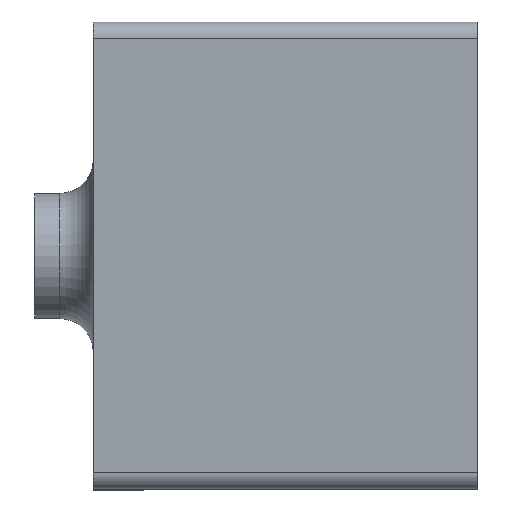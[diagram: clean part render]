
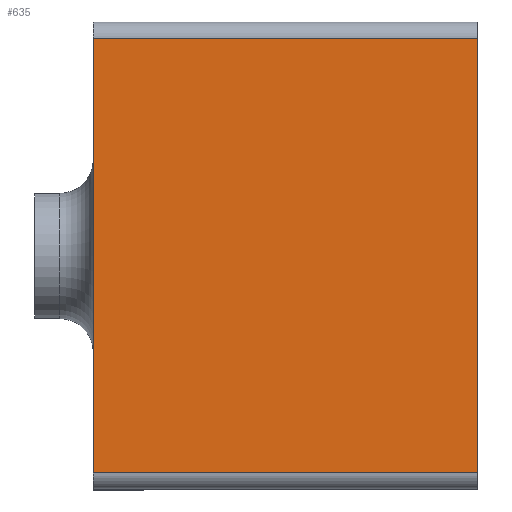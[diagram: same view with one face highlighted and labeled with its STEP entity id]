
A CAD part, top view. The second image highlights one B-rep face of the part: STEP entity #635.
In plain terms, the highlighted planar face has unit normal (0, 0, 1).
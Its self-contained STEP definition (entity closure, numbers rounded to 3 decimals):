
#31 = PLANE('',#32);
#32 = AXIS2_PLACEMENT_3D('',#33,#34,#35);
#33 = CARTESIAN_POINT('',(-0.3,0.,-0.975));
#34 = DIRECTION('',(1.,0.,0.));
#35 = DIRECTION('',(0.,0.,1.));
#206 = VERTEX_POINT('',#207);
#207 = CARTESIAN_POINT('',(-0.3,2.7,0.975));
#226 = CYLINDRICAL_SURFACE('',#227,0.1);
#227 = AXIS2_PLACEMENT_3D('',#228,#229,#230);
#228 = CARTESIAN_POINT('',(-0.3,2.7,0.875));
#229 = DIRECTION('',(1.,0.,0.));
#230 = DIRECTION('',(0.,0.,1.));
#238 = EDGE_CURVE('',#239,#206,#241,.T.);
#239 = VERTEX_POINT('',#240);
#240 = CARTESIAN_POINT('',(-0.3,0.1,0.975));
#241 = SURFACE_CURVE('',#242,(#246,#253),.PCURVE_S1.);
#242 = LINE('',#243,#244);
#243 = CARTESIAN_POINT('',(-0.3,0.,0.975));
#244 = VECTOR('',#245,1.);
#245 = DIRECTION('',(0.,1.,0.));
#246 = PCURVE('',#31,#247);
#247 = DEFINITIONAL_REPRESENTATION('',(#248),#252);
#248 = LINE('',#249,#250);
#249 = CARTESIAN_POINT('',(1.95,0.));
#250 = VECTOR('',#251,1.);
#251 = DIRECTION('',(0.,-1.));
#252 = ( GEOMETRIC_REPRESENTATION_CONTEXT(2) 
PARAMETRIC_REPRESENTATION_CONTEXT() REPRESENTATION_CONTEXT('2D SPACE',''
  ) );
#253 = PCURVE('',#254,#259);
#254 = PLANE('',#255);
#255 = AXIS2_PLACEMENT_3D('',#256,#257,#258);
#256 = CARTESIAN_POINT('',(0.85,1.4,0.975));
#257 = DIRECTION('',(0.,0.,1.));
#258 = DIRECTION('',(1.,0.,0.));
#259 = DEFINITIONAL_REPRESENTATION('',(#260),#264);
#260 = LINE('',#261,#262);
#261 = CARTESIAN_POINT('',(-1.15,-1.4));
#262 = VECTOR('',#263,1.);
#263 = DIRECTION('',(0.,1.));
#264 = ( GEOMETRIC_REPRESENTATION_CONTEXT(2) 
PARAMETRIC_REPRESENTATION_CONTEXT() REPRESENTATION_CONTEXT('2D SPACE',''
  ) );
#285 = CYLINDRICAL_SURFACE('',#286,0.1);
#286 = AXIS2_PLACEMENT_3D('',#287,#288,#289);
#287 = CARTESIAN_POINT('',(-0.3,0.1,0.875));
#288 = DIRECTION('',(1.,0.,0.));
#289 = DIRECTION('',(0.,-1.,0.));
#372 = PLANE('',#373);
#373 = AXIS2_PLACEMENT_3D('',#374,#375,#376);
#374 = CARTESIAN_POINT('',(2.,0.,0.));
#375 = DIRECTION('',(1.,0.,0.));
#376 = DIRECTION('',(0.,0.,1.));
#537 = EDGE_CURVE('',#239,#538,#540,.T.);
#538 = VERTEX_POINT('',#539);
#539 = CARTESIAN_POINT('',(2.,0.1,0.975));
#540 = SURFACE_CURVE('',#541,(#545,#552),.PCURVE_S1.);
#541 = LINE('',#542,#543);
#542 = CARTESIAN_POINT('',(-0.3,0.1,0.975));
#543 = VECTOR('',#544,1.);
#544 = DIRECTION('',(1.,0.,0.));
#545 = PCURVE('',#285,#546);
#546 = DEFINITIONAL_REPRESENTATION('',(#547),#551);
#547 = LINE('',#548,#549);
#548 = CARTESIAN_POINT('',(-1.571,0.));
#549 = VECTOR('',#550,1.);
#550 = DIRECTION('',(-0.,1.));
#551 = ( GEOMETRIC_REPRESENTATION_CONTEXT(2) 
PARAMETRIC_REPRESENTATION_CONTEXT() REPRESENTATION_CONTEXT('2D SPACE',''
  ) );
#552 = PCURVE('',#254,#553);
#553 = DEFINITIONAL_REPRESENTATION('',(#554),#558);
#554 = LINE('',#555,#556);
#555 = CARTESIAN_POINT('',(-1.15,-1.3));
#556 = VECTOR('',#557,1.);
#557 = DIRECTION('',(1.,0.));
#558 = ( GEOMETRIC_REPRESENTATION_CONTEXT(2) 
PARAMETRIC_REPRESENTATION_CONTEXT() REPRESENTATION_CONTEXT('2D SPACE',''
  ) );
#635 = ADVANCED_FACE('',(#636),#254,.T.);
#636 = FACE_BOUND('',#637,.T.);
#637 = EDGE_LOOP('',(#638,#639,#640,#663));
#638 = ORIENTED_EDGE('',*,*,#238,.F.);
#639 = ORIENTED_EDGE('',*,*,#537,.T.);
#640 = ORIENTED_EDGE('',*,*,#641,.T.);
#641 = EDGE_CURVE('',#538,#642,#644,.T.);
#642 = VERTEX_POINT('',#643);
#643 = CARTESIAN_POINT('',(2.,2.7,0.975));
#644 = SURFACE_CURVE('',#645,(#649,#656),.PCURVE_S1.);
#645 = LINE('',#646,#647);
#646 = CARTESIAN_POINT('',(2.,0.,0.975));
#647 = VECTOR('',#648,1.);
#648 = DIRECTION('',(0.,1.,0.));
#649 = PCURVE('',#254,#650);
#650 = DEFINITIONAL_REPRESENTATION('',(#651),#655);
#651 = LINE('',#652,#653);
#652 = CARTESIAN_POINT('',(1.15,-1.4));
#653 = VECTOR('',#654,1.);
#654 = DIRECTION('',(0.,1.));
#655 = ( GEOMETRIC_REPRESENTATION_CONTEXT(2) 
PARAMETRIC_REPRESENTATION_CONTEXT() REPRESENTATION_CONTEXT('2D SPACE',''
  ) );
#656 = PCURVE('',#372,#657);
#657 = DEFINITIONAL_REPRESENTATION('',(#658),#662);
#658 = LINE('',#659,#660);
#659 = CARTESIAN_POINT('',(0.975,0.));
#660 = VECTOR('',#661,1.);
#661 = DIRECTION('',(0.,-1.));
#662 = ( GEOMETRIC_REPRESENTATION_CONTEXT(2) 
PARAMETRIC_REPRESENTATION_CONTEXT() REPRESENTATION_CONTEXT('2D SPACE',''
  ) );
#663 = ORIENTED_EDGE('',*,*,#664,.F.);
#664 = EDGE_CURVE('',#206,#642,#665,.T.);
#665 = SURFACE_CURVE('',#666,(#670,#677),.PCURVE_S1.);
#666 = LINE('',#667,#668);
#667 = CARTESIAN_POINT('',(-0.3,2.7,0.975));
#668 = VECTOR('',#669,1.);
#669 = DIRECTION('',(1.,0.,0.));
#670 = PCURVE('',#254,#671);
#671 = DEFINITIONAL_REPRESENTATION('',(#672),#676);
#672 = LINE('',#673,#674);
#673 = CARTESIAN_POINT('',(-1.15,1.3));
#674 = VECTOR('',#675,1.);
#675 = DIRECTION('',(1.,0.));
#676 = ( GEOMETRIC_REPRESENTATION_CONTEXT(2) 
PARAMETRIC_REPRESENTATION_CONTEXT() REPRESENTATION_CONTEXT('2D SPACE',''
  ) );
#677 = PCURVE('',#226,#678);
#678 = DEFINITIONAL_REPRESENTATION('',(#679),#683);
#679 = LINE('',#680,#681);
#680 = CARTESIAN_POINT('',(-0.,0.));
#681 = VECTOR('',#682,1.);
#682 = DIRECTION('',(-0.,1.));
#683 = ( GEOMETRIC_REPRESENTATION_CONTEXT(2) 
PARAMETRIC_REPRESENTATION_CONTEXT() REPRESENTATION_CONTEXT('2D SPACE',''
  ) );
